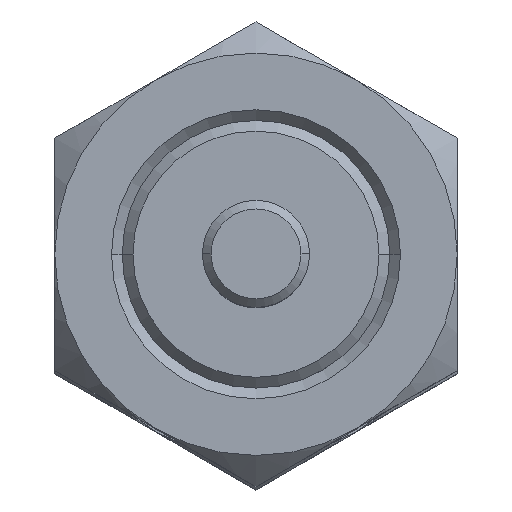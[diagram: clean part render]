
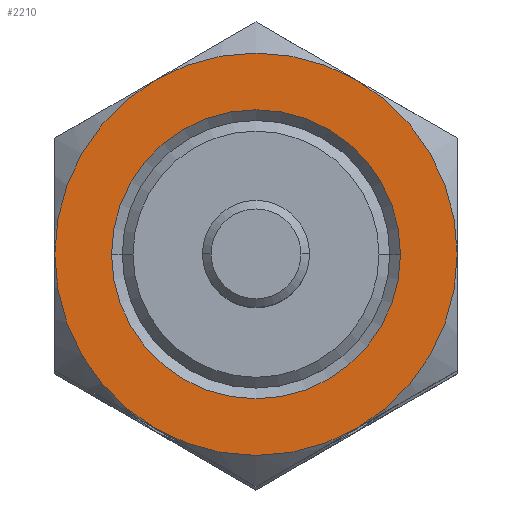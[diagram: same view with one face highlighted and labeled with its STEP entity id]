
A CAD part, top view. The second image highlights one B-rep face of the part: STEP entity #2210.
In plain terms, the highlighted planar face has unit normal (0, 0, 1).
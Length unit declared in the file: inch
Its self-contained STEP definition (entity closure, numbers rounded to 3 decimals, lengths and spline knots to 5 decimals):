
#9 = DIRECTION ( 'NONE',  ( -1., 0., 0. ) ) ;
#58 = AXIS2_PLACEMENT_3D ( 'NONE', #3056, #1367, #3343 ) ;
#109 = CARTESIAN_POINT ( 'NONE',  ( 0., 0., 0.19 ) ) ;
#155 = ORIENTED_EDGE ( 'NONE', *, *, #909, .F. ) ;
#174 = CARTESIAN_POINT ( 'NONE',  ( -0.235, 0.40703, 0.19 ) ) ;
#185 = CARTESIAN_POINT ( 'NONE',  ( 0.235, -0.40703, 0.19 ) ) ;
#188 = DIRECTION ( 'NONE',  ( -1., 0., 0. ) ) ;
#217 = DIRECTION ( 'NONE',  ( 0., 0., -1. ) ) ;
#307 = CARTESIAN_POINT ( 'NONE',  ( -0.235, -0.40703, 0.19 ) ) ;
#379 = VERTEX_POINT ( 'NONE', #2417 ) ;
#406 = DIRECTION ( 'NONE',  ( -1., 0., 0. ) ) ;
#492 = CARTESIAN_POINT ( 'NONE',  ( -0.3375, 0., 0.19 ) ) ;
#532 = CIRCLE ( 'NONE', #2445, 0.47 ) ;
#603 = CARTESIAN_POINT ( 'NONE',  ( 0., 0., 0.19 ) ) ;
#684 = ORIENTED_EDGE ( 'NONE', *, *, #957, .F. ) ;
#696 = CARTESIAN_POINT ( 'NONE',  ( 0., 0., 0.19 ) ) ;
#766 = VERTEX_POINT ( 'NONE', #1694 ) ;
#851 = PLANE ( 'NONE',  #1384 ) ;
#890 = DIRECTION ( 'NONE',  ( 1., 0., 0. ) ) ;
#895 = CIRCLE ( 'NONE', #58, 0.47 ) ;
#901 = VERTEX_POINT ( 'NONE', #185 ) ;
#909 = EDGE_CURVE ( 'NONE', #3398, #766, #1278, .T. ) ;
#957 = EDGE_CURVE ( 'NONE', #901, #1832, #532, .T. ) ;
#978 = DIRECTION ( 'NONE',  ( -1., 0., 0. ) ) ;
#1131 = ORIENTED_EDGE ( 'NONE', *, *, #3315, .T. ) ;
#1201 = VERTEX_POINT ( 'NONE', #2393 ) ;
#1233 = ORIENTED_EDGE ( 'NONE', *, *, #2110, .F. ) ;
#1278 = CIRCLE ( 'NONE', #2063, 0.47 ) ;
#1292 = FACE_BOUND ( 'NONE', #1365, .T. ) ;
#1299 = ORIENTED_EDGE ( 'NONE', *, *, #2863, .T. ) ;
#1365 = EDGE_LOOP ( 'NONE', ( #1299, #1131 ) ) ;
#1367 = DIRECTION ( 'NONE',  ( 0., 0., -1. ) ) ;
#1377 = FACE_OUTER_BOUND ( 'NONE', #2681, .T. ) ;
#1384 = AXIS2_PLACEMENT_3D ( 'NONE', #3389, #1695, #9 ) ;
#1455 = AXIS2_PLACEMENT_3D ( 'NONE', #109, #2086, #406 ) ;
#1509 = AXIS2_PLACEMENT_3D ( 'NONE', #3573, #1885, #188 ) ;
#1537 = ORIENTED_EDGE ( 'NONE', *, *, #3171, .T. ) ;
#1563 = CARTESIAN_POINT ( 'NONE',  ( 0., 0., 0.19 ) ) ;
#1606 = DIRECTION ( 'NONE',  ( 0., 0., -1. ) ) ;
#1694 = CARTESIAN_POINT ( 'NONE',  ( 0.235, 0.40703, 0.19 ) ) ;
#1695 = DIRECTION ( 'NONE',  ( 0., 0., -1. ) ) ;
#1771 = CIRCLE ( 'NONE', #3130, 0.3375 ) ;
#1832 = VERTEX_POINT ( 'NONE', #307 ) ;
#1855 = DIRECTION ( 'NONE',  ( -1., 0., 0. ) ) ;
#1885 = DIRECTION ( 'NONE',  ( 0., 0., -1. ) ) ;
#1907 = CIRCLE ( 'NONE', #3639, 0.47 ) ;
#1909 = CARTESIAN_POINT ( 'NONE',  ( 0., 0., 0.19 ) ) ;
#1915 = CIRCLE ( 'NONE', #1455, 0.47 ) ;
#1924 = ORIENTED_EDGE ( 'NONE', *, *, #1974, .F. ) ;
#1974 = EDGE_CURVE ( 'NONE', #3355, #901, #1915, .T. ) ;
#2063 = AXIS2_PLACEMENT_3D ( 'NONE', #3294, #1606, #3584 ) ;
#2086 = DIRECTION ( 'NONE',  ( 0., 0., -1. ) ) ;
#2110 = EDGE_CURVE ( 'NONE', #1201, #3398, #895, .T. ) ;
#2192 = DIRECTION ( 'NONE',  ( -1., 0., 0. ) ) ;
#2210 = ADVANCED_FACE ( 'NONE', ( #1292, #1377 ), #851, .F. ) ;
#2364 = ORIENTED_EDGE ( 'NONE', *, *, #3413, .F. ) ;
#2390 = CIRCLE ( 'NONE', #2729, 0.3375 ) ;
#2393 = CARTESIAN_POINT ( 'NONE',  ( -0.47, 0., 0.19 ) ) ;
#2417 = CARTESIAN_POINT ( 'NONE',  ( 0.3375, 0., 0.19 ) ) ;
#2445 = AXIS2_PLACEMENT_3D ( 'NONE', #1909, #217, #2192 ) ;
#2587 = DIRECTION ( 'NONE',  ( 0., 0., 1. ) ) ;
#2680 = DIRECTION ( 'NONE',  ( 0., 0., -1. ) ) ;
#2681 = EDGE_LOOP ( 'NONE', ( #1233, #2364, #684, #1924, #1537, #155 ) ) ;
#2729 = AXIS2_PLACEMENT_3D ( 'NONE', #696, #2680, #978 ) ;
#2794 = CIRCLE ( 'NONE', #1509, 0.47 ) ;
#2863 = EDGE_CURVE ( 'NONE', #379, #3460, #1771, .T. ) ;
#3056 = CARTESIAN_POINT ( 'NONE',  ( 0., 0., 0.19 ) ) ;
#3130 = AXIS2_PLACEMENT_3D ( 'NONE', #1563, #3542, #1855 ) ;
#3171 = EDGE_CURVE ( 'NONE', #3355, #766, #1907, .T. ) ;
#3243 = CARTESIAN_POINT ( 'NONE',  ( 0.47, 0., 0.19 ) ) ;
#3294 = CARTESIAN_POINT ( 'NONE',  ( 0., 0., 0.19 ) ) ;
#3315 = EDGE_CURVE ( 'NONE', #3460, #379, #2390, .T. ) ;
#3343 = DIRECTION ( 'NONE',  ( -1., 0., 0. ) ) ;
#3355 = VERTEX_POINT ( 'NONE', #3243 ) ;
#3389 = CARTESIAN_POINT ( 'NONE',  ( 0.47, 0.81406, 0.19 ) ) ;
#3398 = VERTEX_POINT ( 'NONE', #174 ) ;
#3413 = EDGE_CURVE ( 'NONE', #1832, #1201, #2794, .T. ) ;
#3460 = VERTEX_POINT ( 'NONE', #492 ) ;
#3542 = DIRECTION ( 'NONE',  ( 0., 0., -1. ) ) ;
#3573 = CARTESIAN_POINT ( 'NONE',  ( 0., 0., 0.19 ) ) ;
#3584 = DIRECTION ( 'NONE',  ( -1., 0., 0. ) ) ;
#3639 = AXIS2_PLACEMENT_3D ( 'NONE', #603, #2587, #890 ) ;
